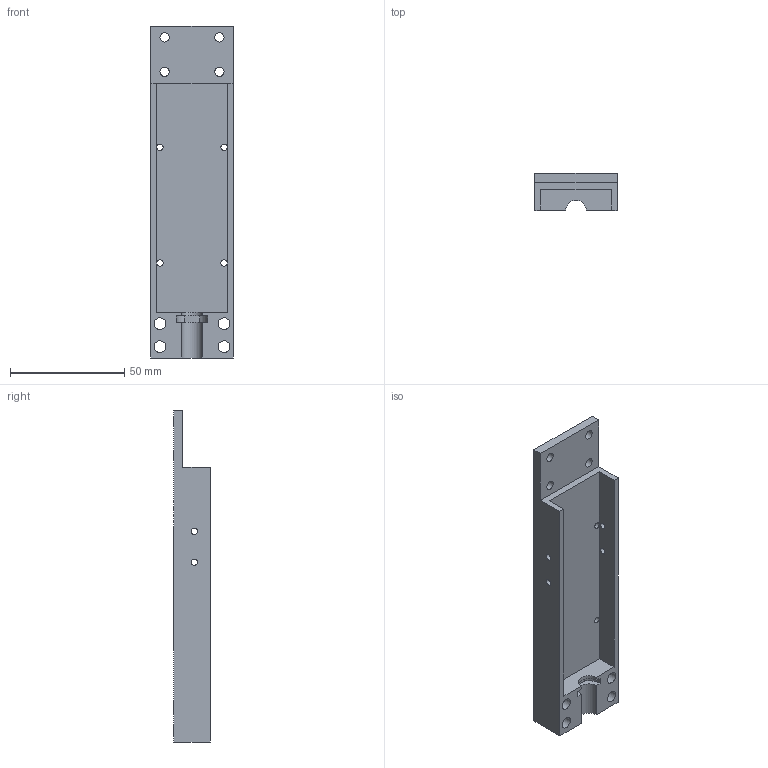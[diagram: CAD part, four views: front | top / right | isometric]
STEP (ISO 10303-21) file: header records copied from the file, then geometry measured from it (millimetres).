
FILE_DESCRIPTION(/* description */ (''),/* implementation_level */ '2;1');
FILE_NAME(/* name */ 'platform_bottom_Hamilton1cc v8.step',/* time_stamp */ '2025-05-22T08:00:35-07:00',/* author */ (''),/* organization */ (''),/* preprocessor_version */ 'ST-DEVELOPER v20.1',/* originating_system */ 'Autodesk Translation Framework v14.4.0.0',/* authorisation */ '');
FILE_SCHEMA (('AUTOMOTIVE_DESIGN { 1 0 10303 214 3 1 1 }'));
Length unit declared in the file: millimetre
Products named in the file (1): platform_bottom_Hamilton1cc
Bounding box: 36 x 16 x 145 mm (x, y, z)
Volume: 40969.5 mm3; surface area: 19113.4 mm2
Topology: 1 solids, 1 shells, 40 faces, 108 edges, 72 vertices
Faces by surface type: cylinder 22, plane 18
Full cylindrical faces by diameter (mm): 2.75 x8, 4 x4, 5.1 x4, 10 x1, 17 x1
Entity records: 1373 total; most frequent: DIRECTION 234, CARTESIAN_POINT 221, ORIENTED_EDGE 216, EDGE_CURVE 108, AXIS2_PLACEMENT_3D 85, EDGE_LOOP 74, VERTEX_POINT 72, LINE 64
